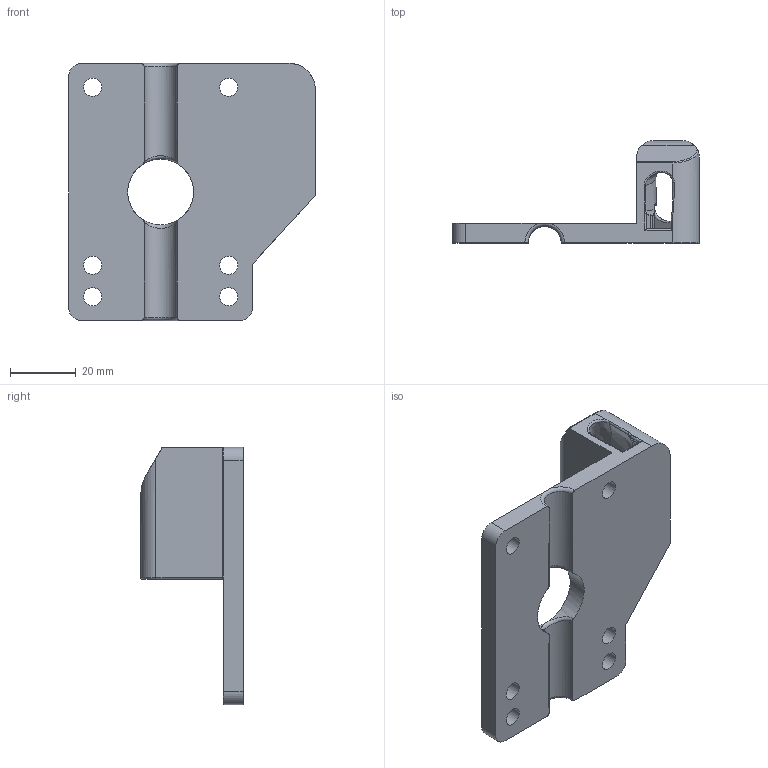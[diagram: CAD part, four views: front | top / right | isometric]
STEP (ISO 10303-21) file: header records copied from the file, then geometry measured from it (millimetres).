
FILE_DESCRIPTION(/* description */ (''),/* implementation_level */ '2;1');
FILE_NAME(/* name */ 'Baseplate Tunnel Riser with XT90 Mount - v2.step',/* time_stamp */ '2021-03-21T23:13:21-05:00',/* author */ (''),/* organization */ (''),/* preprocessor_version */ 'ST-DEVELOPER v18.1',/* originating_system */ 'Autodesk Translation Framework v9.10.0.1330',/* authorisation */ '');
FILE_SCHEMA (('AUTOMOTIVE_DESIGN { 1 0 10303 214 3 1 1 }'));
Length unit declared in the file: millimetre
Products named in the file (1): 6Tunnel Riser with XT90 Mount
Bounding box: 74.8 x 31 x 78 mm (x, y, z)
Volume: 36468.2 mm3; surface area: 17007.3 mm2
Topology: 1 solids, 2 shells, 162 faces, 454 edges, 294 vertices
Faces by surface type: plane 55, bspline 53, cylinder 41, cone 6, torus 5, sphere 2
Full cylindrical faces by diameter (mm): 5.5 x6
Entity records: 7297 total; most frequent: CARTESIAN_POINT 3454, ORIENTED_EDGE 906, DIRECTION 619, EDGE_CURVE 453, VERTEX_POINT 294, AXIS2_PLACEMENT_3D 218, LINE 183, VECTOR 183
